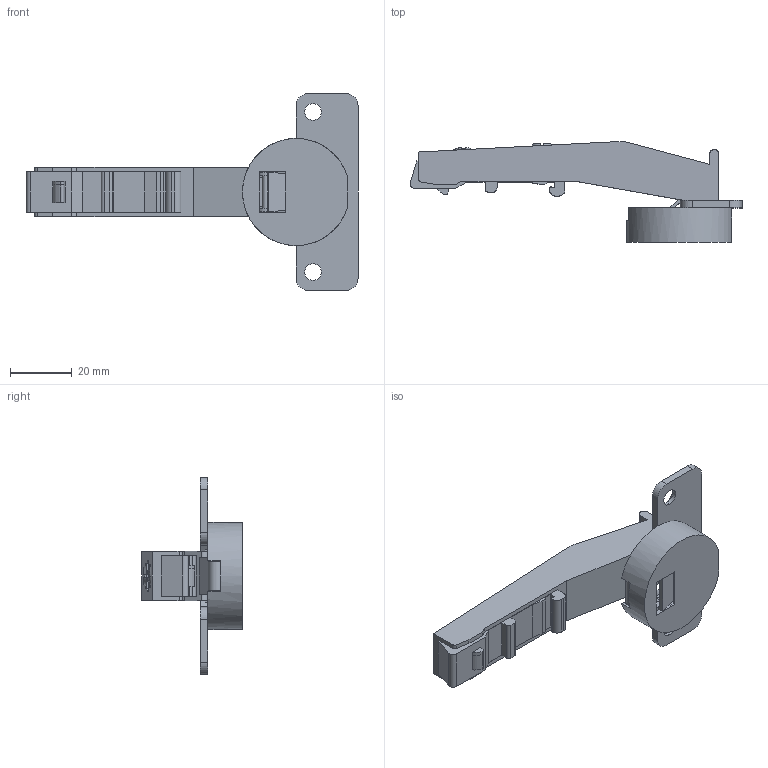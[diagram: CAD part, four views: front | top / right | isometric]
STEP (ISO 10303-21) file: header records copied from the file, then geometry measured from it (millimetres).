
FILE_DESCRIPTION((''),'2;1');
FILE_NAME('248-0748-IMS','2022-12-12T11:48:48',('marino.prodan'),('Audax d.o.o.'),'CREO PARAMETRIC BY PTC INC, 2021304','CREO PARAMETRIC BY PTC INC, 2021304','');
FILE_SCHEMA(('AUTOMOTIVE_DESIGN { 1 0 10303 214 1 1 1 1 }'));
Length unit declared in the file: millimetre
Products named in the file (1): 248-0748-IMS
Bounding box: 107.81 x 32.73 x 64 mm (x, y, z)
Volume: 29691.9 mm3; surface area: 14280.5 mm2
Topology: 1 solids, 1 shells, 236 faces, 712 edges, 480 vertices
Faces by surface type: plane 152, cylinder 58, cone 20, sphere 4, torus 2
Entity records: 10738 total; most frequent: CARTESIAN_POINT 1732, ORIENTED_EDGE 1416, DIRECTION 1322, PRESENTATION_STYLE_ASSIGNMENT 709, STYLED_ITEM 709, CURVE_STYLE 708, EDGE_CURVE 708, VERTEX_POINT 480
